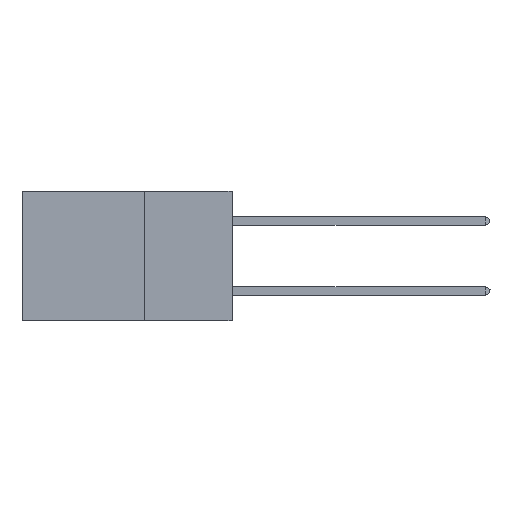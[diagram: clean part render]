
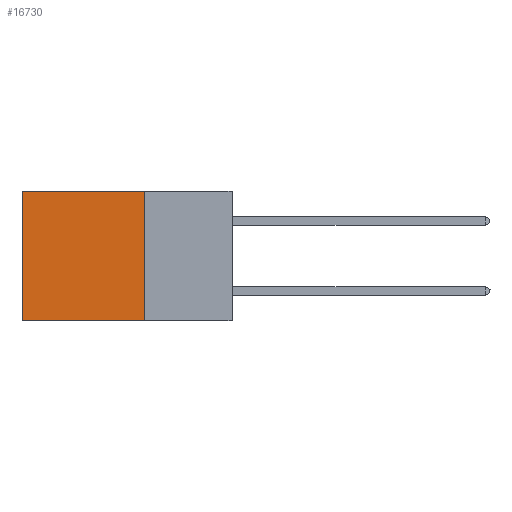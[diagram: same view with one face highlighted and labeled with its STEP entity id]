
A CAD part, left-side view. The second image highlights one B-rep face of the part: STEP entity #16730.
In plain terms, the highlighted planar face has unit normal (-1, 0, 0).
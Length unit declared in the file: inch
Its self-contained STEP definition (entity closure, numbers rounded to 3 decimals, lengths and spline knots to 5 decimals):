
#3419 = FACE_OUTER_BOUND ( 'NONE', #5446, .T. ) ;
#3601 = ORIENTED_EDGE ( 'NONE', *, *, #39894, .T. ) ;
#3888 = VERTEX_POINT ( 'NONE', #15492 ) ;
#4693 = VECTOR ( 'NONE', #38355, 39.37008 ) ;
#5281 = DIRECTION ( 'NONE',  ( 0., 0., -1. ) ) ;
#5446 = EDGE_LOOP ( 'NONE', ( #30646, #32585, #41598, #3601 ) ) ;
#6394 = DIRECTION ( 'NONE',  ( 1., 0., 0. ) ) ;
#9650 = VECTOR ( 'NONE', #5281, 39.37008 ) ;
#9835 = DIRECTION ( 'NONE',  ( 0., 0., -1. ) ) ;
#9981 = PLANE ( 'NONE',  #16657 ) ;
#13474 = CARTESIAN_POINT ( 'NONE',  ( 0.2875, 0.25, 0. ) ) ;
#13564 = VERTEX_POINT ( 'NONE', #28377 ) ;
#15492 = CARTESIAN_POINT ( 'NONE',  ( 0.2875, 0.25, 0. ) ) ;
#16415 = VERTEX_POINT ( 'NONE', #38779 ) ;
#16657 = AXIS2_PLACEMENT_3D ( 'NONE', #13474, #6394, #9835 ) ;
#16730 = ADVANCED_FACE ( 'NONE', ( #3419 ), #9981, .F. ) ;
#18422 = VECTOR ( 'NONE', #18554, 39.37008 ) ;
#18554 = DIRECTION ( 'NONE',  ( 0., 1., 0. ) ) ;
#19499 = CARTESIAN_POINT ( 'NONE',  ( 0.2875, 0.25, -0.37 ) ) ;
#20346 = VERTEX_POINT ( 'NONE', #19499 ) ;
#20953 = EDGE_CURVE ( 'NONE', #16415, #13564, #37136, .T. ) ;
#23651 = EDGE_CURVE ( 'NONE', #3888, #20346, #31616, .T. ) ;
#23693 = EDGE_CURVE ( 'NONE', #20346, #13564, #30011, .T. ) ;
#26100 = VECTOR ( 'NONE', #43147, 39.37008 ) ;
#28377 = CARTESIAN_POINT ( 'NONE',  ( 0.2875, 0.6, -0.37 ) ) ;
#30011 = LINE ( 'NONE', #38639, #18422 ) ;
#30646 = ORIENTED_EDGE ( 'NONE', *, *, #20953, .T. ) ;
#31616 = LINE ( 'NONE', #41879, #4693 ) ;
#32441 = CARTESIAN_POINT ( 'NONE',  ( 0.2875, 0.6, 0. ) ) ;
#32585 = ORIENTED_EDGE ( 'NONE', *, *, #23693, .F. ) ;
#36658 = CARTESIAN_POINT ( 'NONE',  ( 0.2875, 0.25, 0. ) ) ;
#37136 = LINE ( 'NONE', #32441, #9650 ) ;
#38280 = LINE ( 'NONE', #36658, #26100 ) ;
#38355 = DIRECTION ( 'NONE',  ( 0., 0., -1. ) ) ;
#38639 = CARTESIAN_POINT ( 'NONE',  ( 0.2875, 0.25, -0.37 ) ) ;
#38779 = CARTESIAN_POINT ( 'NONE',  ( 0.2875, 0.6, 0. ) ) ;
#39894 = EDGE_CURVE ( 'NONE', #3888, #16415, #38280, .T. ) ;
#41598 = ORIENTED_EDGE ( 'NONE', *, *, #23651, .F. ) ;
#41879 = CARTESIAN_POINT ( 'NONE',  ( 0.2875, 0.25, 0. ) ) ;
#43147 = DIRECTION ( 'NONE',  ( 0., 1., 0. ) ) ;
